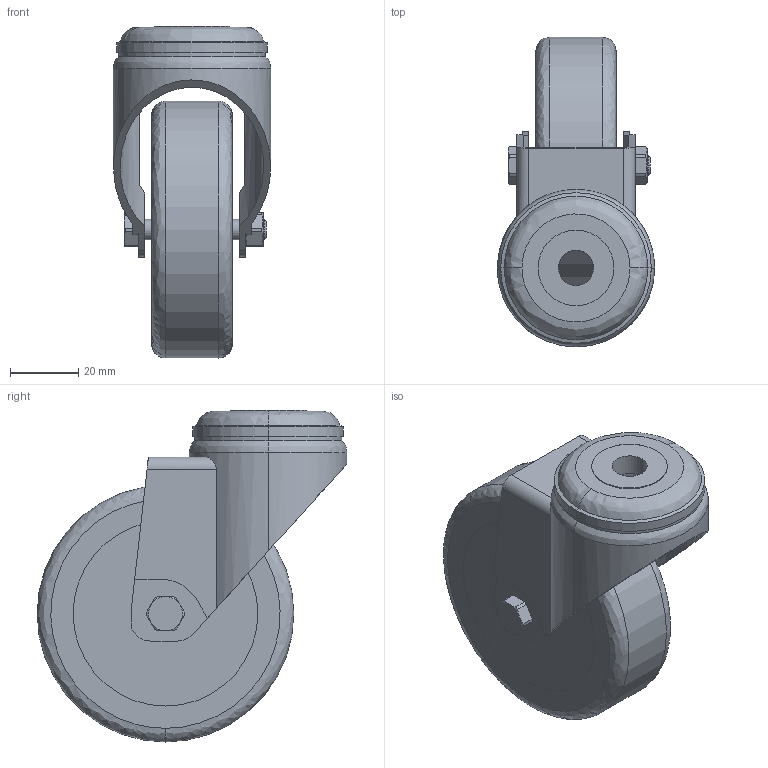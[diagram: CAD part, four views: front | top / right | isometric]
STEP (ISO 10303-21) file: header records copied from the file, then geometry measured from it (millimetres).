
FILE_DESCRIPTION (( 'STEP AP203' ), '1' );
FILE_NAME ('412541237_c_1.STEP', '2023-04-28T05:32:58', ( '' ), ( '' ), 'SwSTEP 2.0', 'SolidWorks 2014', '' );
FILE_SCHEMA (( 'CONFIG_CONTROL_DESIGN' ));
Length unit declared in the file: millimetre
Products named in the file (5): item_0042015_Lenkrolle D75 antistatisch_1; item_0042015_Lenkrolle D75 antistatisch; item_0042015_Lenkrolle D75 antistatisch_2; item_0042015_Lenkrolle D75 antistatisch_3; 412541237_c_1
Assembly tree (4 placements, depth 2):
  412541237_c_1
    item_0042015_Lenkrolle D75 antistatisch_3
    item_0042015_Lenkrolle D75 antistatisch_2
    item_0042015_Lenkrolle D75 antistatisch_1
    item_0042015_Lenkrolle D75 antistatisch
Bounding box: 46 x 90.5 x 97 mm (x, y, z)
Volume: 128056.9 mm3; surface area: 30924.9 mm2
Topology: 4 solids, 4 shells, 132 faces, 320 edges, 202 vertices
Faces by surface type: cylinder 52, plane 48, cone 22, bspline 10
Entity records: 5309 total; most frequent: CARTESIAN_POINT 1741, DIRECTION 644, ORIENTED_EDGE 640, EDGE_CURVE 320, AXIS2_PLACEMENT_3D 255, VERTEX_POINT 202, EDGE_LOOP 148, LINE 134
